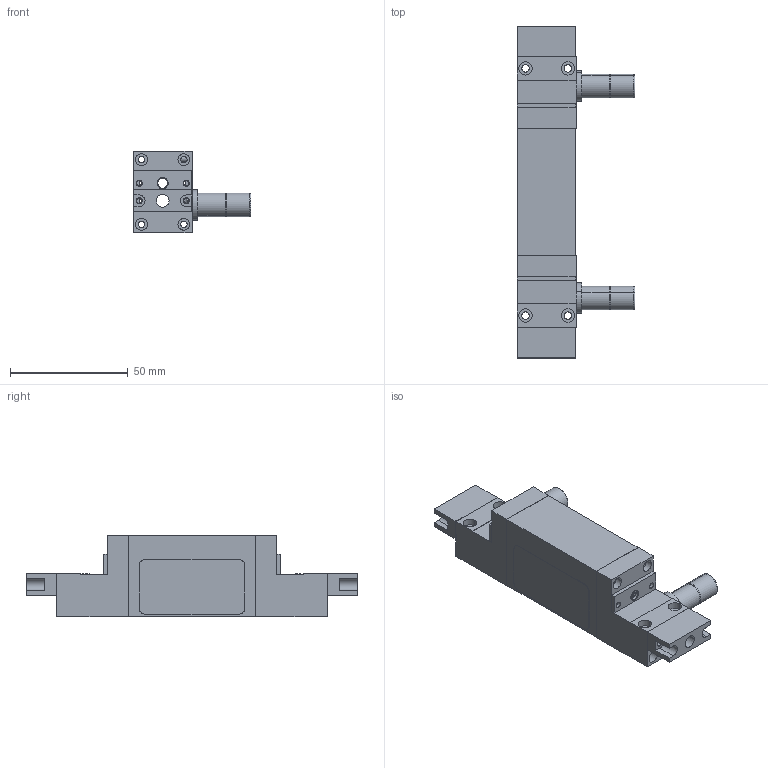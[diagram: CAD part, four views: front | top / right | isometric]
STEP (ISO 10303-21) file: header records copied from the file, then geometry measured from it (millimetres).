
FILE_DESCRIPTION (( 'STEP AP214' ), '1' );
FILE_NAME ('493-B 4x75 Pump Chamber Interface.STEP', '2016-02-09T20:50:22', ( '' ), ( '' ), 'SwSTEP 2.0', 'SolidWorks 2015', '' );
FILE_SCHEMA (( 'AUTOMOTIVE_DESIGN' ));
Length unit declared in the file: metre
Products named in the file (1): 493-B 4x75 Pump Chamber Interface
Bounding box: 50.1 x 141 x 34.5 mm (x, y, z)
Surface area: 24367.3 mm2 (no closed solid volume)
Topology: 0 solids, 16 shells, 204 faces, 623 edges, 452 vertices
Faces by surface type: cylinder 104, plane 84, cone 12, torus 4
Entity records: 9888 total; most frequent: CARTESIAN_POINT 1756, DIRECTION 1308, ORIENTED_EDGE 1046, EDGE_CURVE 623, AXIS2_PLACEMENT_3D 504, VERTEX_POINT 452, VECTOR 300, LINE 300
